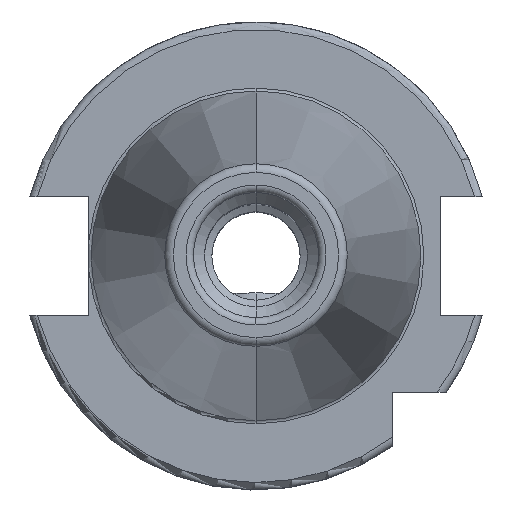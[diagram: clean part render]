
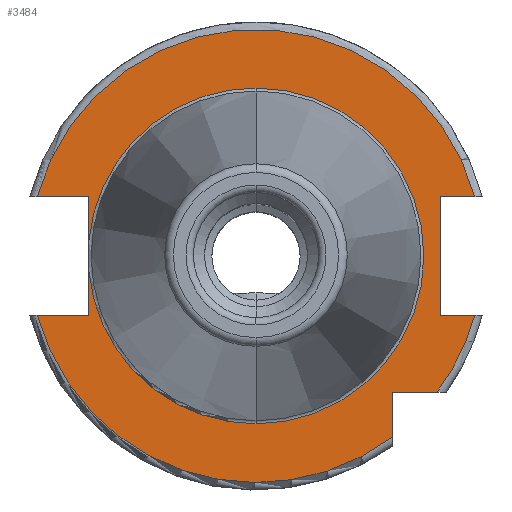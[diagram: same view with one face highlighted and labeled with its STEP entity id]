
A CAD part, top view. The second image highlights one B-rep face of the part: STEP entity #3484.
In plain terms, the highlighted planar face has unit normal (0, 0, 1).
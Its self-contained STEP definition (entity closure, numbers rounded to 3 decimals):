
#817=CARTESIAN_POINT('',(0,0,15.9));
#818=DIRECTION('',(0,0,-1));
#819=DIRECTION('',(0,1,0));
#820=AXIS2_PLACEMENT_3D('',#817,#818,#819);
#832=CARTESIAN_POINT('',(0,0,15.9));
#833=DIRECTION('',(0,0,1));
#834=DIRECTION('',(0,1,0));
#835=AXIS2_PLACEMENT_3D('',#832,#833,#834);
#847=CARTESIAN_POINT('',(0,0,15.9));
#848=DIRECTION('',(0,0,1));
#849=DIRECTION('',(-0.996,-0.094,0));
#850=AXIS2_PLACEMENT_3D('',#847,#848,#849);
#1055=DIRECTION('',(1,0,0));
#1056=VECTOR('',#1055,7.004);
#1057=CARTESIAN_POINT('',(-29.704,-8.05,15.9));
#1058=LINE('',#1057,#1056);
#1059=DIRECTION('',(0,1,0));
#1060=VECTOR('',#1059,5.917);
#1061=CARTESIAN_POINT('',(-22.7,-8.05,15.9));
#1062=LINE('',#1061,#1060);
#1063=DIRECTION('',(0,1,0));
#1064=VECTOR('',#1063,5.917);
#1065=CARTESIAN_POINT('',(-22.7,2.133,15.9));
#1066=LINE('',#1065,#1064);
#1067=DIRECTION('',(1,0,0));
#1068=VECTOR('',#1067,7.004);
#1069=CARTESIAN_POINT('',(-29.704,8.05,15.9));
#1070=LINE('',#1069,#1068);
#1071=DIRECTION('',(-1,0,0));
#1072=VECTOR('',#1071,4.704);
#1073=CARTESIAN_POINT('',(29.704,8.05,15.9));
#1074=LINE('',#1073,#1072);
#1075=DIRECTION('',(0,-1,0));
#1076=VECTOR('',#1075,16.1);
#1077=CARTESIAN_POINT('',(25,8.05,15.9));
#1078=LINE('',#1077,#1076);
#1079=DIRECTION('',(-1,0,0));
#1080=VECTOR('',#1079,4.704);
#1081=CARTESIAN_POINT('',(29.704,-8.05,15.9));
#1082=LINE('',#1081,#1080);
#1083=CARTESIAN_POINT('',(0,0,15.9));
#1084=DIRECTION('',(0,0,1));
#1085=DIRECTION('',(0.799,-0.601,0));
#1086=AXIS2_PLACEMENT_3D('',#1083,#1084,#1085);
#1088=DIRECTION('',(-1,0,0));
#1089=VECTOR('',#1088,6.094);
#1090=CARTESIAN_POINT('',(24.594,-18.5,15.9));
#1091=LINE('',#1090,#1089);
#1092=DIRECTION('',(0,1,0));
#1093=VECTOR('',#1092,6.094);
#1094=CARTESIAN_POINT('',(18.5,-24.594,15.9));
#1095=LINE('',#1094,#1093);
#1119=CARTESIAN_POINT('',(0,0,15.9));
#1120=DIRECTION('',(0,0,1));
#1121=DIRECTION('',(0.965,0.262,0));
#1122=AXIS2_PLACEMENT_3D('',#1119,#1120,#1121);
#1170=CARTESIAN_POINT('',(0,0,15.9));
#1171=DIRECTION('',(0,0,1));
#1172=DIRECTION('',(-0.965,-0.262,0));
#1173=AXIS2_PLACEMENT_3D('',#1170,#1171,#1172);
#1734=CARTESIAN_POINT('',(0,22.8,15.9));
#1736=VERTEX_POINT('',#1734);
#1756=CARTESIAN_POINT('',(0,-22.8,15.9));
#1758=VERTEX_POINT('',#1756);
#1904=CARTESIAN_POINT('',(-29.704,-8.05,15.9));
#1905=CARTESIAN_POINT('',(-22.7,-8.05,15.9));
#1906=VERTEX_POINT('',#1904);
#1907=VERTEX_POINT('',#1905);
#1908=CARTESIAN_POINT('',(-22.7,-2.133,15.9));
#1909=VERTEX_POINT('',#1908);
#1910=CARTESIAN_POINT('',(-22.7,2.133,15.9));
#1911=CARTESIAN_POINT('',(-22.7,8.05,15.9));
#1912=VERTEX_POINT('',#1910);
#1913=VERTEX_POINT('',#1911);
#1914=CARTESIAN_POINT('',(-29.704,8.05,15.9));
#1915=VERTEX_POINT('',#1914);
#1916=CARTESIAN_POINT('',(25,8.05,15.9));
#1917=CARTESIAN_POINT('',(25,-8.05,15.9));
#1918=VERTEX_POINT('',#1916);
#1919=VERTEX_POINT('',#1917);
#1920=CARTESIAN_POINT('',(29.704,-8.05,15.9));
#1921=VERTEX_POINT('',#1920);
#1922=CARTESIAN_POINT('',(29.704,8.05,15.9));
#1923=VERTEX_POINT('',#1922);
#1924=CARTESIAN_POINT('',(18.5,-24.594,15.9));
#1925=CARTESIAN_POINT('',(18.5,-18.5,15.9));
#1926=VERTEX_POINT('',#1924);
#1927=VERTEX_POINT('',#1925);
#1928=CARTESIAN_POINT('',(24.594,-18.5,15.9));
#1929=VERTEX_POINT('',#1928);
#3457=CARTESIAN_POINT('',(0,0,15.9));
#3458=DIRECTION('',(0,0,-1));
#3459=DIRECTION('',(0,-1,0));
#3460=AXIS2_PLACEMENT_3D('',#3457,#3458,#3459);
#3461=PLANE('',#3460);
#3462=ORIENTED_EDGE('',*,*,#3434,.T.);
#3463=ORIENTED_EDGE('',*,*,#3200,.T.);
#3464=ORIENTED_EDGE('',*,*,#3182,.T.);
#3465=ORIENTED_EDGE('',*,*,#3162,.F.);
#3466=ORIENTED_EDGE('',*,*,#3177,.T.);
#3467=ORIENTED_EDGE('',*,*,#3197,.T.);
#3468=ORIENTED_EDGE('',*,*,#3234,.F.);
#3470=ORIENTED_EDGE('',*,*,#3469,.F.);
#3472=ORIENTED_EDGE('',*,*,#3471,.T.);
#3474=ORIENTED_EDGE('',*,*,#3473,.T.);
#3475=ORIENTED_EDGE('',*,*,#2159,.F.);
#3477=ORIENTED_EDGE('',*,*,#3476,.F.);
#3478=ORIENTED_EDGE('',*,*,#3288,.T.);
#3479=ORIENTED_EDGE('',*,*,#3339,.F.);
#3481=ORIENTED_EDGE('',*,*,#3480,.F.);
#3482=EDGE_LOOP('',(#3462,#3463,#3464,#3465,#3466,#3467,#3468,#3470,#3472,#3474,
#3475,#3477,#3478,#3479,#3481));
#3483=FACE_OUTER_BOUND('',#3482,.F.);
#3484=ADVANCED_FACE('',(#3483),#3461,.F.);
#821=CIRCLE('',#820,22.8);
#836=CIRCLE('',#835,22.8);
#851=CIRCLE('',#850,22.8);
#1087=CIRCLE('',#1086,30.775);
#1123=CIRCLE('',#1122,30.775);
#1174=CIRCLE('',#1173,30.775);
#2159=EDGE_CURVE('',#1921,#1919,#1082,.T.);
#3162=EDGE_CURVE('',#1736,#1758,#821,.T.);
#3177=EDGE_CURVE('',#1736,#1912,#836,.T.);
#3182=EDGE_CURVE('',#1909,#1758,#851,.T.);
#3197=EDGE_CURVE('',#1912,#1913,#1066,.T.);
#3200=EDGE_CURVE('',#1907,#1909,#1062,.T.);
#3234=EDGE_CURVE('',#1915,#1913,#1070,.T.);
#3288=EDGE_CURVE('',#1929,#1927,#1091,.T.);
#3339=EDGE_CURVE('',#1926,#1927,#1095,.T.);
#3434=EDGE_CURVE('',#1906,#1907,#1058,.T.);
#3469=EDGE_CURVE('',#1923,#1915,#1123,.T.);
#3471=EDGE_CURVE('',#1923,#1918,#1074,.T.);
#3473=EDGE_CURVE('',#1918,#1919,#1078,.T.);
#3476=EDGE_CURVE('',#1929,#1921,#1087,.T.);
#3480=EDGE_CURVE('',#1906,#1926,#1174,.T.);
